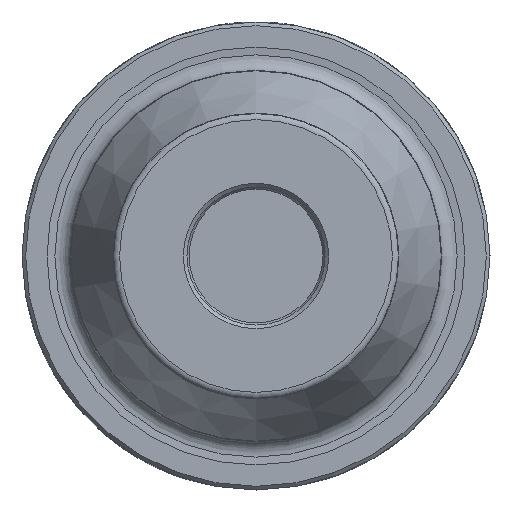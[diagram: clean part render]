
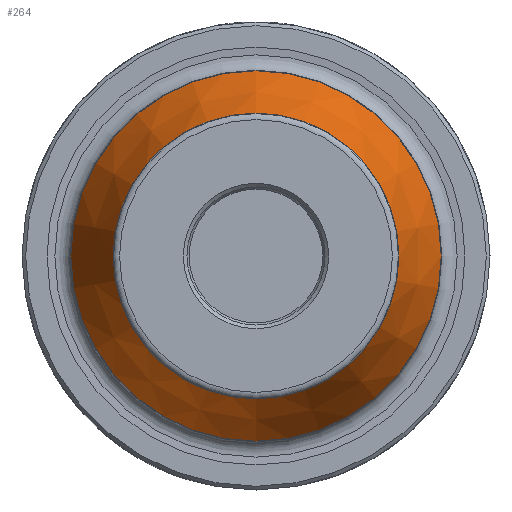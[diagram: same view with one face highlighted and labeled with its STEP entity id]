
A CAD part, left-side view. The second image highlights one B-rep face of the part: STEP entity #264.
In plain terms, the highlighted conical face has half-angle 25 degrees and reference radius 19.245 mm.
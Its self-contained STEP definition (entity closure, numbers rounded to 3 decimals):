
#109=CONICAL_SURFACE('',#834,19.245,25.);
#199=FACE_BOUND('',#383,.T.);
#200=FACE_BOUND('',#384,.T.);
#264=ADVANCED_FACE('',(#199,#200),#109,.T.);
#383=EDGE_LOOP('',(#551));
#384=EDGE_LOOP('',(#552));
#551=ORIENTED_EDGE('',*,*,#714,.T.);
#552=ORIENTED_EDGE('',*,*,#715,.F.);
#630=VERTEX_POINT('',#2040);
#631=VERTEX_POINT('',#2043);
#714=EDGE_CURVE('',#630,#630,#743,.T.);
#715=EDGE_CURVE('',#631,#631,#744,.T.);
#743=CIRCLE('',#831,24.934);
#744=CIRCLE('',#833,19.245);
#831=AXIS2_PLACEMENT_3D('',#2039,#1015,#1016);
#833=AXIS2_PLACEMENT_3D('',#2042,#1019,#1020);
#834=AXIS2_PLACEMENT_3D('',#2044,#1021,#1022);
#1015=DIRECTION('',(-1.,0.,0.));
#1016=DIRECTION('',(0.,0.,-1.));
#1019=DIRECTION('',(-1.,0.,0.));
#1020=DIRECTION('',(0.,0.,-1.));
#1021=DIRECTION('',(1.,0.,0.));
#1022=DIRECTION('',(0.,0.,-1.));
#2039=CARTESIAN_POINT('',(12.726,0.,0.));
#2040=CARTESIAN_POINT('',(12.726,0.,-24.934));
#2042=CARTESIAN_POINT('',(0.526,0.,0.));
#2043=CARTESIAN_POINT('',(0.526,0.,-19.245));
#2044=CARTESIAN_POINT('',(0.526,0.,0.));
